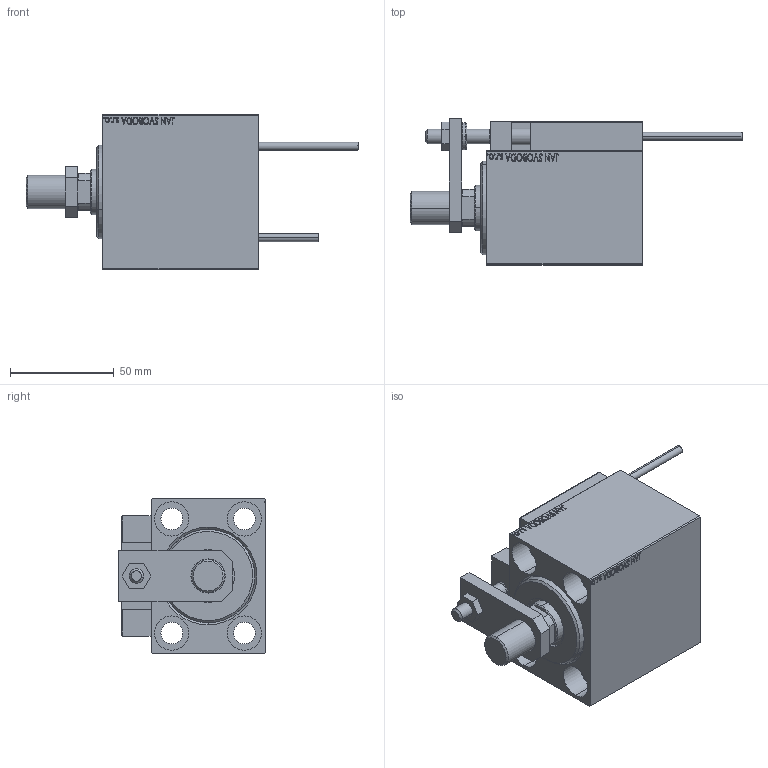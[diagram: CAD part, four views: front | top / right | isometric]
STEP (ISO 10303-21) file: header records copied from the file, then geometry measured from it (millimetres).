
FILE_DESCRIPTION (( 'STEP AP203' ), '1' );
FILE_NAME ('8850.STEP', '2024-02-11T17:14:44', ( '' ), ( '' ), 'SwSTEP 2.0', 'SolidWorks 2019', '' );
FILE_SCHEMA (( 'CONFIG_CONTROL_DESIGN' ));
Length unit declared in the file: millimetre
Products named in the file (16): NUT_D12 1cd0cd333a21286b919189d8c2f912ef; Block 1cd0cd333a21286b919189d8c2f912ef; SWITCH_X_FRONT_BACK 1cd0cd333a21286b919189d8c2f912ef; ALLEN BOLT D8 1cd0cd333a21286b919189d8c2f912ef; V450CM_VC_B 1cd0cd333a21286b919189d8c2f912ef; SWITCH X 1cd0cd333a21286b919189d8c2f912ef; SWITCH DIM B,W 1cd0cd333a21286b919189d8c2f912ef; V450CM_C_VCP 1cd0cd333a21286b919189d8c2f912ef; KONCOVKA 1cd0cd333a21286b919189d8c2f912ef; TYC_L79 1cd0cd333a21286b919189d8c2f912ef; MAGNET 1cd0cd333a21286b919189d8c2f912ef; V450CM_MALE_METRIC 1cd0cd333a21286b919189d8c2f912ef; ALLEN BOLT D5 1cd0cd333a21286b919189d8c2f912ef; ZARAZKA 1cd0cd333a21286b919189d8c2f912ef; 8850; V450CM_C_Body 1cd0cd333a21286b919189d8c2f912ef
Assembly tree (25 placements, depth 3):
  8850
    V450CM_C_Body 1cd0cd333a21286b919189d8c2f912ef
    SWITCH X 1cd0cd333a21286b919189d8c2f912ef
      SWITCH_X_FRONT_BACK 1cd0cd333a21286b919189d8c2f912ef  x2
      TYC_L79 1cd0cd333a21286b919189d8c2f912ef
      Block 1cd0cd333a21286b919189d8c2f912ef  x2
      ALLEN BOLT D5 1cd0cd333a21286b919189d8c2f912ef  x4
      ALLEN BOLT D8 1cd0cd333a21286b919189d8c2f912ef  x4
      MAGNET 1cd0cd333a21286b919189d8c2f912ef  x2
      KONCOVKA 1cd0cd333a21286b919189d8c2f912ef  x2
    NUT_D12 1cd0cd333a21286b919189d8c2f912ef
    SWITCH DIM B,W 1cd0cd333a21286b919189d8c2f912ef
    ZARAZKA 1cd0cd333a21286b919189d8c2f912ef
    V450CM_C_VCP 1cd0cd333a21286b919189d8c2f912ef
    V450CM_VC_B 1cd0cd333a21286b919189d8c2f912ef
    V450CM_MALE_METRIC 1cd0cd333a21286b919189d8c2f912ef
Bounding box: 160 x 70.5 x 75 mm (x, y, z)
Volume: 318109.6 mm3; surface area: 86140.6 mm2
Topology: 24 solids, 24 shells, 1295 faces, 3094 edges, 1977 vertices
Faces by surface type: plane 563, bspline 380, cylinder 192, cone 110, torus 46, sphere 4
Entity records: 50728 total; most frequent: CARTESIAN_POINT 26072, ORIENTED_EDGE 5208, DIRECTION 3528, EDGE_CURVE 2604, VERTEX_POINT 1701, VECTOR 1494, LINE 1494, EDGE_LOOP 1207
